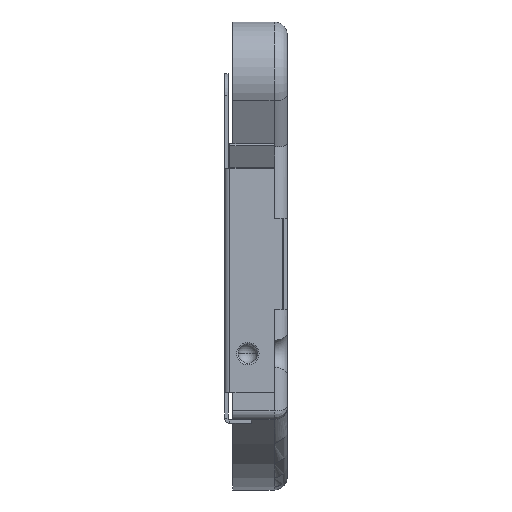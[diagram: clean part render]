
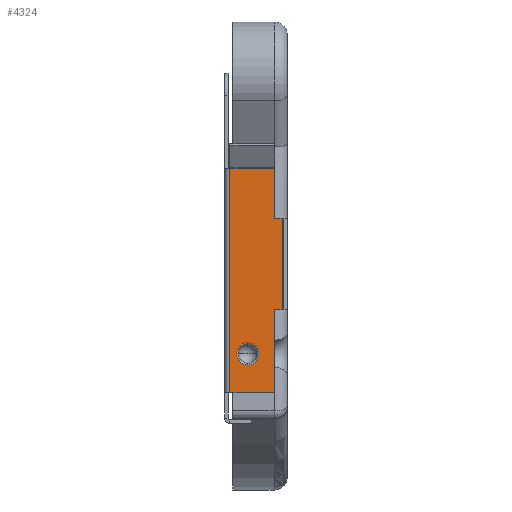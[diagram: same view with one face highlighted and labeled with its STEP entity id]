
A CAD part, left-side view. The second image highlights one B-rep face of the part: STEP entity #4324.
In plain terms, the highlighted planar face has unit normal (-1, 0, 0).
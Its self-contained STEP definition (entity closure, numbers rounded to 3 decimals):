
#33 = CARTESIAN_POINT ( 'NONE',  ( -12.85, 0.3, 1.68 ) ) ;
#36 = CARTESIAN_POINT ( 'NONE',  ( -12.85, 2.21, -5.233 ) ) ;
#56 = ORIENTED_EDGE ( 'NONE', *, *, #6040, .F. ) ;
#62 = DIRECTION ( 'NONE',  ( -1., 0., 0. ) ) ;
#89 = DIRECTION ( 'NONE',  ( 0., -1., 0. ) ) ;
#115 = VERTEX_POINT ( 'NONE', #3022 ) ;
#153 = EDGE_CURVE ( 'NONE', #115, #5125, #1436, .T. ) ;
#181 = VECTOR ( 'NONE', #3480, 1000. ) ;
#219 = ORIENTED_EDGE ( 'NONE', *, *, #2053, .F. ) ;
#225 = FACE_OUTER_BOUND ( 'NONE', #1066, .T. ) ;
#290 = CARTESIAN_POINT ( 'NONE',  ( -12.85, 2.21, -5.86 ) ) ;
#383 = DIRECTION ( 'NONE',  ( 0., 0., 1. ) ) ;
#403 = CARTESIAN_POINT ( 'NONE',  ( -12.85, 2.21, -5.86 ) ) ;
#468 = VECTOR ( 'NONE', #838, 1000. ) ;
#496 = CIRCLE ( 'NONE', #2916, 0.627 ) ;
#543 = VERTEX_POINT ( 'NONE', #33 ) ;
#612 = VERTEX_POINT ( 'NONE', #653 ) ;
#653 = CARTESIAN_POINT ( 'NONE',  ( -12.85, 3.21, 4.47 ) ) ;
#694 = ORIENTED_EDGE ( 'NONE', *, *, #153, .T. ) ;
#737 = VECTOR ( 'NONE', #5472, 1000. ) ;
#838 = DIRECTION ( 'NONE',  ( 0., -1., 0. ) ) ;
#969 = ORIENTED_EDGE ( 'NONE', *, *, #1810, .T. ) ;
#1066 = EDGE_LOOP ( 'NONE', ( #6226, #56, #5504, #5117, #219, #4865, #694, #6316 ) ) ;
#1205 = LINE ( 'NONE', #3375, #3237 ) ;
#1436 = LINE ( 'NONE', #5691, #3373 ) ;
#1560 = CARTESIAN_POINT ( 'NONE',  ( -12.85, 0.71, -3.4 ) ) ;
#1612 = VECTOR ( 'NONE', #3851, 1000. ) ;
#1668 = AXIS2_PLACEMENT_3D ( 'NONE', #290, #2359, #383 ) ;
#1731 = VERTEX_POINT ( 'NONE', #4461 ) ;
#1792 = CARTESIAN_POINT ( 'NONE',  ( -12.85, 0.71, -8.03 ) ) ;
#1807 = DIRECTION ( 'NONE',  ( 0., 0., -1. ) ) ;
#1810 = EDGE_CURVE ( 'NONE', #1731, #5723, #496, .T. ) ;
#1819 = CARTESIAN_POINT ( 'NONE',  ( -12.85, 0.71, 1.68 ) ) ;
#1861 = CARTESIAN_POINT ( 'NONE',  ( -12.85, 0.71, -8.03 ) ) ;
#2053 = EDGE_CURVE ( 'NONE', #5038, #3858, #5551, .T. ) ;
#2057 = VERTEX_POINT ( 'NONE', #5955 ) ;
#2117 = CARTESIAN_POINT ( 'NONE',  ( -12.85, 0.71, 4.47 ) ) ;
#2359 = DIRECTION ( 'NONE',  ( 1., 0., 0. ) ) ;
#2410 = VECTOR ( 'NONE', #6124, 1000. ) ;
#2469 = ORIENTED_EDGE ( 'NONE', *, *, #3443, .T. ) ;
#2787 = FACE_BOUND ( 'NONE', #5678, .T. ) ;
#2912 = LINE ( 'NONE', #2117, #5809 ) ;
#2916 = AXIS2_PLACEMENT_3D ( 'NONE', #403, #5008, #3497 ) ;
#3022 = CARTESIAN_POINT ( 'NONE',  ( -12.85, 0.71, -3.4 ) ) ;
#3237 = VECTOR ( 'NONE', #1807, 1000. ) ;
#3272 = CARTESIAN_POINT ( 'NONE',  ( -12.85, 3.21, -8.03 ) ) ;
#3373 = VECTOR ( 'NONE', #89, 1000. ) ;
#3375 = CARTESIAN_POINT ( 'NONE',  ( -12.85, 0.71, -8.03 ) ) ;
#3443 = EDGE_CURVE ( 'NONE', #5723, #1731, #3595, .T. ) ;
#3480 = DIRECTION ( 'NONE',  ( 0., 0., 1. ) ) ;
#3497 = DIRECTION ( 'NONE',  ( 0., 0., 1. ) ) ;
#3528 = CARTESIAN_POINT ( 'NONE',  ( -12.85, 0.3, -3.4 ) ) ;
#3595 = CIRCLE ( 'NONE', #1668, 0.627 ) ;
#3851 = DIRECTION ( 'NONE',  ( 0., 0., -1. ) ) ;
#3858 = VERTEX_POINT ( 'NONE', #3272 ) ;
#3895 = AXIS2_PLACEMENT_3D ( 'NONE', #1560, #62, #4145 ) ;
#4097 = CARTESIAN_POINT ( 'NONE',  ( -12.85, 3.21, 0. ) ) ;
#4145 = DIRECTION ( 'NONE',  ( 0., 0., 1. ) ) ;
#4237 = PLANE ( 'NONE',  #3895 ) ;
#4324 = ADVANCED_FACE ( 'NONE', ( #2787, #225 ), #4237, .T. ) ;
#4401 = EDGE_CURVE ( 'NONE', #612, #2057, #2912, .T. ) ;
#4406 = VERTEX_POINT ( 'NONE', #5669 ) ;
#4437 = LINE ( 'NONE', #3528, #181 ) ;
#4461 = CARTESIAN_POINT ( 'NONE',  ( -12.85, 2.21, -6.487 ) ) ;
#4522 = EDGE_CURVE ( 'NONE', #115, #5038, #1205, .T. ) ;
#4549 = CARTESIAN_POINT ( 'NONE',  ( -12.85, 0.3, -3.4 ) ) ;
#4569 = LINE ( 'NONE', #1819, #468 ) ;
#4734 = LINE ( 'NONE', #1792, #1612 ) ;
#4865 = ORIENTED_EDGE ( 'NONE', *, *, #4522, .F. ) ;
#5008 = DIRECTION ( 'NONE',  ( 1., 0., 0. ) ) ;
#5038 = VERTEX_POINT ( 'NONE', #1861 ) ;
#5117 = ORIENTED_EDGE ( 'NONE', *, *, #5182, .T. ) ;
#5121 = EDGE_CURVE ( 'NONE', #5125, #543, #4437, .T. ) ;
#5125 = VERTEX_POINT ( 'NONE', #4549 ) ;
#5182 = EDGE_CURVE ( 'NONE', #612, #3858, #6516, .T. ) ;
#5390 = CARTESIAN_POINT ( 'NONE',  ( -12.85, 3.31, -8.03 ) ) ;
#5472 = DIRECTION ( 'NONE',  ( 0., 1., 0. ) ) ;
#5504 = ORIENTED_EDGE ( 'NONE', *, *, #4401, .F. ) ;
#5551 = LINE ( 'NONE', #5390, #737 ) ;
#5669 = CARTESIAN_POINT ( 'NONE',  ( -12.85, 0.71, 1.68 ) ) ;
#5678 = EDGE_LOOP ( 'NONE', ( #2469, #969 ) ) ;
#5691 = CARTESIAN_POINT ( 'NONE',  ( -12.85, 0.71, -3.4 ) ) ;
#5723 = VERTEX_POINT ( 'NONE', #36 ) ;
#5809 = VECTOR ( 'NONE', #6215, 1000. ) ;
#5955 = CARTESIAN_POINT ( 'NONE',  ( -12.85, 0.71, 4.47 ) ) ;
#6040 = EDGE_CURVE ( 'NONE', #2057, #4406, #4734, .T. ) ;
#6124 = DIRECTION ( 'NONE',  ( 0., 0., -1. ) ) ;
#6215 = DIRECTION ( 'NONE',  ( 0., -1., 0. ) ) ;
#6226 = ORIENTED_EDGE ( 'NONE', *, *, #6596, .F. ) ;
#6316 = ORIENTED_EDGE ( 'NONE', *, *, #5121, .T. ) ;
#6516 = LINE ( 'NONE', #4097, #2410 ) ;
#6596 = EDGE_CURVE ( 'NONE', #4406, #543, #4569, .T. ) ;
